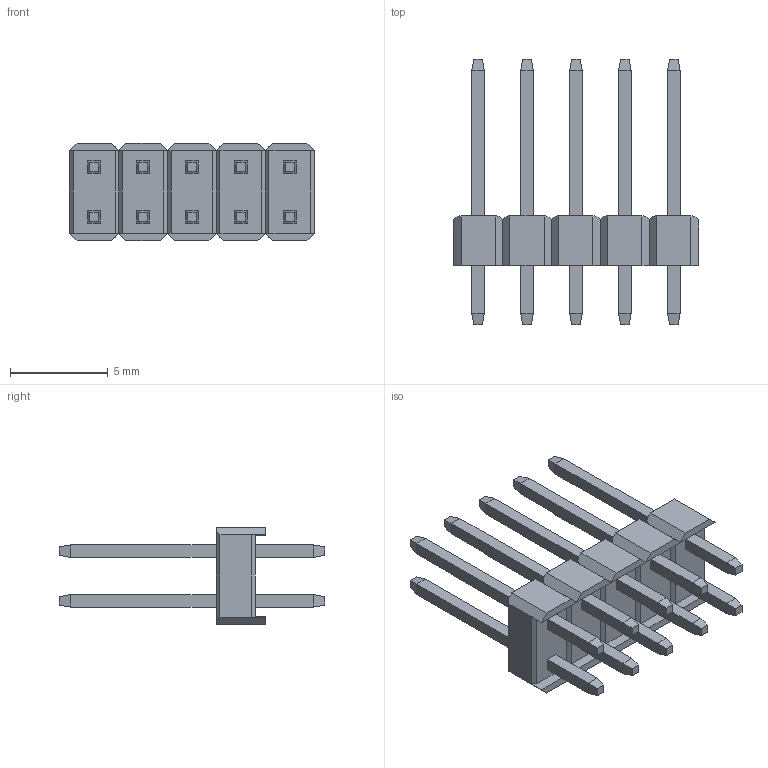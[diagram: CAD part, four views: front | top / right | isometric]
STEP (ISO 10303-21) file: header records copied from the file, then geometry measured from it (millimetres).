
FILE_DESCRIPTION (( 'STEP AP214' ), '1' );
FILE_NAME ('2x5 Male Pin Header.STEP', '2018-11-16T18:27:53', ( 'M.B.I.' ), ( '' ), 'SwSTEP 2.0', '', '' );
FILE_SCHEMA (( 'AUTOMOTIVE_DESIGN' ));
Length unit declared in the file: millimetre
Products named in the file (1): 2x5 Male Pin Header
Bounding box: 12.54 x 13.54 x 5 mm (x, y, z)
Volume: 171.6 mm3; surface area: 617.3 mm2
Topology: 11 solids, 11 shells, 288 faces, 704 edges, 438 vertices
Faces by surface type: plane 288
Entity records: 8320 total; most frequent: CARTESIAN_POINT 1431, ORIENTED_EDGE 1408, DIRECTION 1282, LINE 704, VECTOR 704, EDGE_CURVE 704, VERTEX_POINT 438, EDGE_LOOP 308
